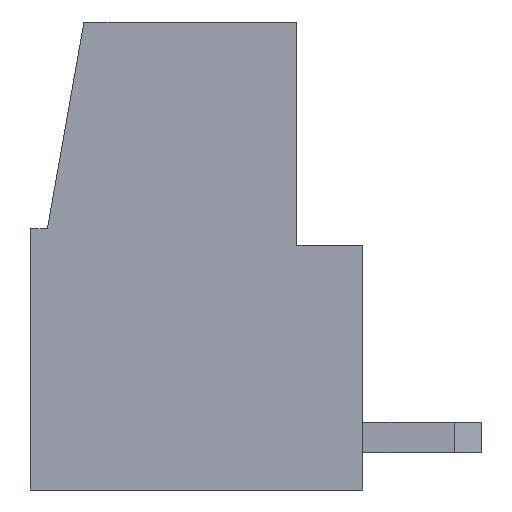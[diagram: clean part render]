
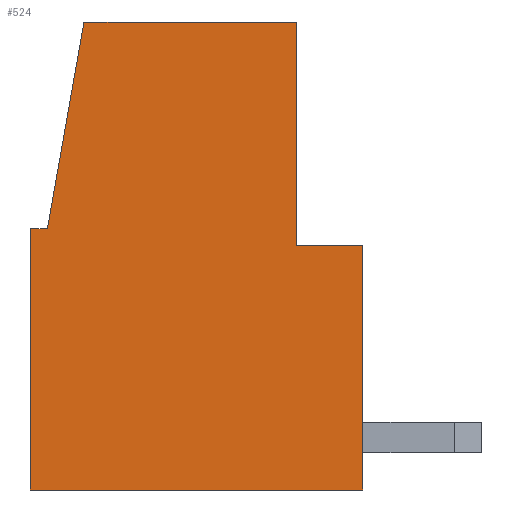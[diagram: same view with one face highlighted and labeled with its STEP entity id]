
A CAD part, left-side view. The second image highlights one B-rep face of the part: STEP entity #524.
In plain terms, the highlighted planar face has unit normal (-1, 0, 0).
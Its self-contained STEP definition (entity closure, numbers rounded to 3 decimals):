
#524 = ADVANCED_FACE( 'F0', ( #1210 ), #1211, .T. );
#1210 = FACE_OUTER_BOUND( '', #2092, .T. );
#1211 = PLANE( '', #2093 );
#2092 = EDGE_LOOP( '', ( #3435, #3436, #3437, #3438, #3439, #3440, #3441, #3442 ) );
#2093 = AXIS2_PLACEMENT_3D( '', #3443, #3444, #3445 );
#3435 = ORIENTED_EDGE( '', *, *, #5728, .T. );
#3436 = ORIENTED_EDGE( '', *, *, #5729, .T. );
#3437 = ORIENTED_EDGE( '', *, *, #5677, .T. );
#3438 = ORIENTED_EDGE( '', *, *, #5730, .T. );
#3439 = ORIENTED_EDGE( '', *, *, #5731, .T. );
#3440 = ORIENTED_EDGE( '', *, *, #5732, .T. );
#3441 = ORIENTED_EDGE( '', *, *, #5733, .T. );
#3442 = ORIENTED_EDGE( '', *, *, #5734, .T. );
#3443 = CARTESIAN_POINT( '', ( -2.5, 0., 0. ) );
#3444 = DIRECTION( '', ( -1., 0., 0. ) );
#3445 = DIRECTION( '', ( 0., 1., 0. ) );
#5677 = EDGE_CURVE( '', #6955, #6953, #6956, .T. );
#5728 = EDGE_CURVE( '', #7039, #7040, #7041, .T. );
#5729 = EDGE_CURVE( '', #7040, #6955, #7042, .T. );
#5730 = EDGE_CURVE( '', #6953, #7043, #7044, .T. );
#5731 = EDGE_CURVE( '', #7043, #7045, #7046, .T. );
#5732 = EDGE_CURVE( '', #7045, #7047, #7048, .T. );
#5733 = EDGE_CURVE( '', #7047, #7049, #7050, .T. );
#5734 = EDGE_CURVE( '', #7049, #7039, #7051, .T. );
#6953 = VERTEX_POINT( '', #8715 );
#6955 = VERTEX_POINT( '', #8718 );
#6956 = LINE( '', #8719, #8720 );
#7039 = VERTEX_POINT( '', #8844 );
#7040 = VERTEX_POINT( '', #8845 );
#7041 = LINE( '', #8846, #8847 );
#7042 = LINE( '', #8848, #8849 );
#7043 = VERTEX_POINT( '', #8850 );
#7044 = LINE( '', #8851, #8852 );
#7045 = VERTEX_POINT( '', #8853 );
#7046 = LINE( '', #8854, #8855 );
#7047 = VERTEX_POINT( '', #8856 );
#7048 = LINE( '', #8857, #8858 );
#7049 = VERTEX_POINT( '', #8859 );
#7050 = LINE( '', #8860, #8861 );
#7051 = LINE( '', #8862, #8863 );
#8715 = CARTESIAN_POINT( '', ( -2.5, 0., 0. ) );
#8718 = CARTESIAN_POINT( '', ( -2.5, 0., 7.7 ) );
#8719 = CARTESIAN_POINT( '', ( -2.5, 0., -3.05 ) );
#8720 = VECTOR( '', #10322, 1000. );
#8844 = CARTESIAN_POINT( '', ( -2.5, -1.576, 13.8 ) );
#8845 = CARTESIAN_POINT( '', ( -2.5, -0.5, 7.7 ) );
#8846 = CARTESIAN_POINT( '', ( -2.5, 1.396, -3.05 ) );
#8847 = VECTOR( '', #10370, 1000. );
#8848 = CARTESIAN_POINT( '', ( -2.5, -21.3, 7.7 ) );
#8849 = VECTOR( '', #10371, 1000. );
#8850 = CARTESIAN_POINT( '', ( -2.5, -9.8, 0. ) );
#8851 = CARTESIAN_POINT( '', ( -2.5, 0., 0. ) );
#8852 = VECTOR( '', #10372, 1000. );
#8853 = CARTESIAN_POINT( '', ( -2.5, -9.8, 7.2 ) );
#8854 = CARTESIAN_POINT( '', ( -2.5, -9.8, -3.05 ) );
#8855 = VECTOR( '', #10373, 1000. );
#8856 = CARTESIAN_POINT( '', ( -2.5, -7.85, 7.2 ) );
#8857 = CARTESIAN_POINT( '', ( -2.5, -21.3, 7.2 ) );
#8858 = VECTOR( '', #10374, 1000. );
#8859 = CARTESIAN_POINT( '', ( -2.5, -7.85, 13.8 ) );
#8860 = CARTESIAN_POINT( '', ( -2.5, -7.85, -3.05 ) );
#8861 = VECTOR( '', #10375, 1000. );
#8862 = CARTESIAN_POINT( '', ( -2.5, 0., 13.8 ) );
#8863 = VECTOR( '', #10376, 1000. );
#10322 = DIRECTION( '', ( 0., 0., -1. ) );
#10370 = DIRECTION( '', ( 0., 0.174, -0.985 ) );
#10371 = DIRECTION( '', ( 0., 1., 0. ) );
#10372 = DIRECTION( '', ( 0., -1., 0. ) );
#10373 = DIRECTION( '', ( 0., 0., 1. ) );
#10374 = DIRECTION( '', ( 0., 1., 0. ) );
#10375 = DIRECTION( '', ( 0., 0., 1. ) );
#10376 = DIRECTION( '', ( 0., 1., 0. ) );
